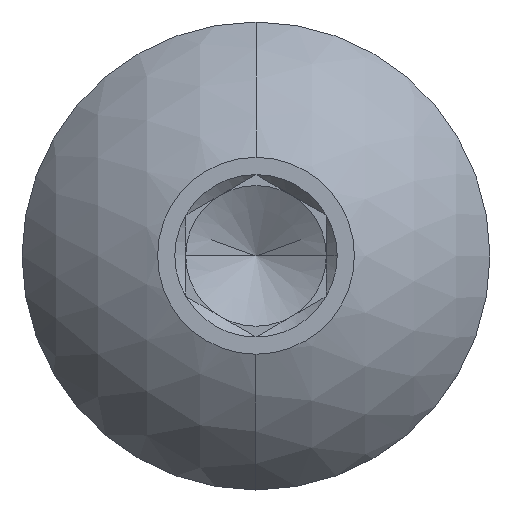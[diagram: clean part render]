
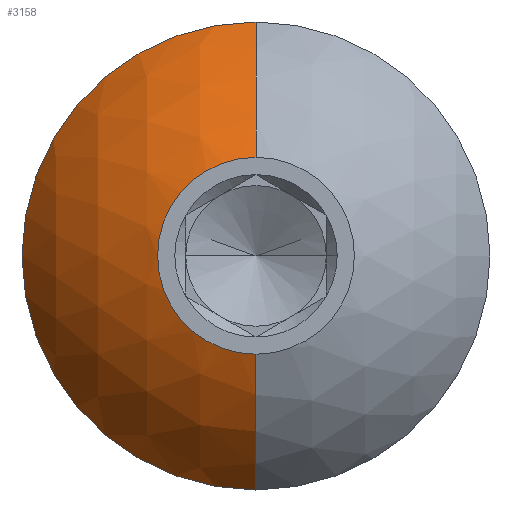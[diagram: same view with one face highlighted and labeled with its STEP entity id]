
A CAD part, top view. The second image highlights one B-rep face of the part: STEP entity #3158.
In plain terms, the highlighted spherical face has radius 4.615 mm.
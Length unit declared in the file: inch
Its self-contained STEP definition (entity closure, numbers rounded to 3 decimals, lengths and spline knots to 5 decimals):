
#114 = AXIS2_PLACEMENT_3D ( 'NONE', #1794, #438, #2148 ) ;
#212 = DIRECTION ( 'NONE',  ( 0., 0., -1. ) ) ;
#278 = EDGE_CURVE ( 'NONE', #3477, #4426, #3682, .T. ) ;
#343 = DIRECTION ( 'NONE',  ( 1., 0., 0. ) ) ;
#361 = CARTESIAN_POINT ( 'NONE',  ( 0., 0., 0.18596 ) ) ;
#370 = EDGE_CURVE ( 'NONE', #4426, #2157, #1482, .T. ) ;
#438 = DIRECTION ( 'NONE',  ( -1., 0., 0. ) ) ;
#476 = CIRCLE ( 'NONE', #114, 0.18169 ) ;
#690 = DIRECTION ( 'NONE',  ( 0., 1., 0. ) ) ;
#796 = ORIENTED_EDGE ( 'NONE', *, *, #370, .T. ) ;
#922 = DIRECTION ( 'NONE',  ( 0., 0., 1. ) ) ;
#1155 = EDGE_CURVE ( 'NONE', #4259, #1918, #3848, .T. ) ;
#1240 = AXIS2_PLACEMENT_3D ( 'NONE', #4354, #922, #3979 ) ;
#1294 = DIRECTION ( 'NONE',  ( 1., 0., 0. ) ) ;
#1380 = DIRECTION ( 'NONE',  ( 0., 0., 1. ) ) ;
#1482 = CIRCLE ( 'NONE', #2647, 0.156 ) ;
#1694 = CIRCLE ( 'NONE', #2079, 0.18169 ) ;
#1723 = AXIS2_PLACEMENT_3D ( 'NONE', #3090, #4419, #4133 ) ;
#1794 = CARTESIAN_POINT ( 'NONE',  ( 0., 0., 0.09283 ) ) ;
#1822 = ORIENTED_EDGE ( 'NONE', *, *, #1155, .F. ) ;
#1918 = VERTEX_POINT ( 'NONE', #3860 ) ;
#1975 = EDGE_CURVE ( 'NONE', #2157, #1918, #476, .T. ) ;
#2021 = DIRECTION ( 'NONE',  ( -1., 0., 0. ) ) ;
#2038 = CARTESIAN_POINT ( 'NONE',  ( 0., 0., 0.09283 ) ) ;
#2069 = ORIENTED_EDGE ( 'NONE', *, *, #1975, .T. ) ;
#2079 = AXIS2_PLACEMENT_3D ( 'NONE', #2983, #1294, #212 ) ;
#2148 = DIRECTION ( 'NONE',  ( 0., -1., 0. ) ) ;
#2157 = VERTEX_POINT ( 'NONE', #2585 ) ;
#2158 = CARTESIAN_POINT ( 'NONE',  ( 0., 0.156, 0.18596 ) ) ;
#2306 = CARTESIAN_POINT ( 'NONE',  ( -0.156, 0., 0.18596 ) ) ;
#2569 = ORIENTED_EDGE ( 'NONE', *, *, #278, .T. ) ;
#2575 = AXIS2_PLACEMENT_3D ( 'NONE', #2038, #2021, #690 ) ;
#2585 = CARTESIAN_POINT ( 'NONE',  ( 0., -0.156, 0.18596 ) ) ;
#2647 = AXIS2_PLACEMENT_3D ( 'NONE', #361, #1380, #343 ) ;
#2884 = EDGE_LOOP ( 'NONE', ( #796, #2069, #1822, #4203, #2569 ) ) ;
#2983 = CARTESIAN_POINT ( 'NONE',  ( 0., 0., 0.09283 ) ) ;
#3090 = CARTESIAN_POINT ( 'NONE',  ( 0., 0., 0.18596 ) ) ;
#3158 = ADVANCED_FACE ( 'NONE', ( #3542 ), #3271, .T. ) ;
#3271 = SPHERICAL_SURFACE ( 'NONE', #2575, 0.18169 ) ;
#3477 = VERTEX_POINT ( 'NONE', #2158 ) ;
#3542 = FACE_OUTER_BOUND ( 'NONE', #2884, .T. ) ;
#3682 = CIRCLE ( 'NONE', #1723, 0.156 ) ;
#3848 = CIRCLE ( 'NONE', #1240, 0.06562 ) ;
#3860 = CARTESIAN_POINT ( 'NONE',  ( 0., -0.06562, 0.26225 ) ) ;
#3910 = EDGE_CURVE ( 'NONE', #3477, #4259, #1694, .T. ) ;
#3979 = DIRECTION ( 'NONE',  ( 1., 0., 0. ) ) ;
#4133 = DIRECTION ( 'NONE',  ( 1., 0., 0. ) ) ;
#4203 = ORIENTED_EDGE ( 'NONE', *, *, #3910, .F. ) ;
#4259 = VERTEX_POINT ( 'NONE', #4294 ) ;
#4294 = CARTESIAN_POINT ( 'NONE',  ( 0., 0.06562, 0.26225 ) ) ;
#4354 = CARTESIAN_POINT ( 'NONE',  ( 0., 0., 0.26225 ) ) ;
#4419 = DIRECTION ( 'NONE',  ( 0., 0., 1. ) ) ;
#4426 = VERTEX_POINT ( 'NONE', #2306 ) ;
